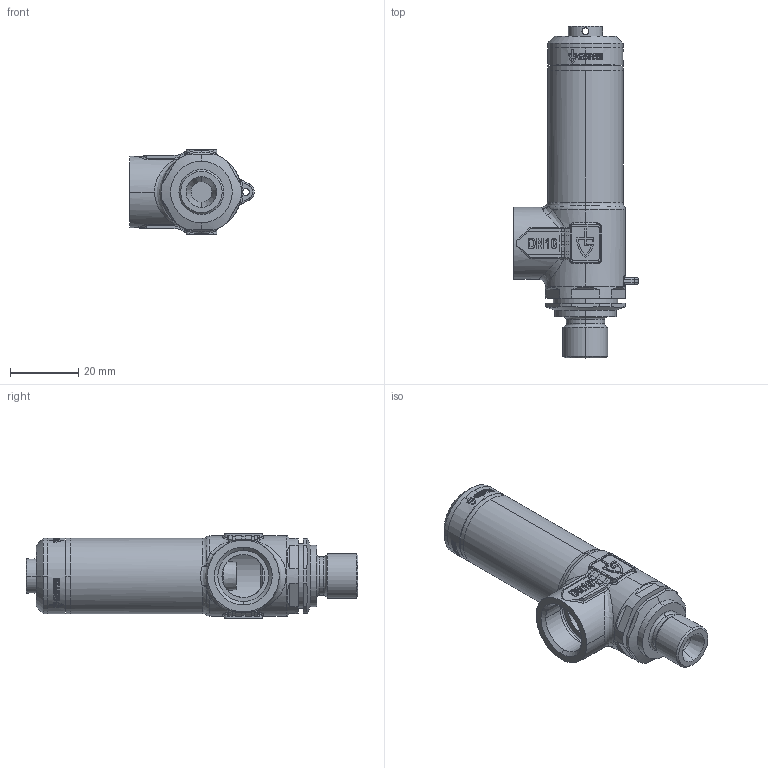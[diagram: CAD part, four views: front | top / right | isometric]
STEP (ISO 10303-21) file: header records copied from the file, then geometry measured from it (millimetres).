
FILE_DESCRIPTION (( 'STEP AP214' ), '1' );
FILE_NAME ('2400tGFO-10-m+f-08+10.STEP', '2016-02-29T14:29:00', ( '' ), ( '' ), 'SwSTEP 2.0', 'SolidWorks 2014', '' );
FILE_SCHEMA (( 'AUTOMOTIVE_DESIGN' ));
Length unit declared in the file: millimetre
Products named in the file (1): 2400tGFO-10-m+f-08+10
Bounding box: 36.5 x 97 x 24.6 mm (x, y, z)
Volume: 20845.5 mm3; surface area: 17371.9 mm2
Topology: 6 solids, 6 shells, 617 faces, 1911 edges, 1398 vertices
Faces by surface type: cylinder 228, plane 221, bspline 81, torus 49, cone 32, sphere 6
Entity records: 34553 total; most frequent: CARTESIAN_POINT 10567, ORIENTED_EDGE 3814, DIRECTION 3335, EDGE_CURVE 1907, VERTEX_POINT 1398, AXIS2_PLACEMENT_3D 1244, VECTOR 847, LINE 847
